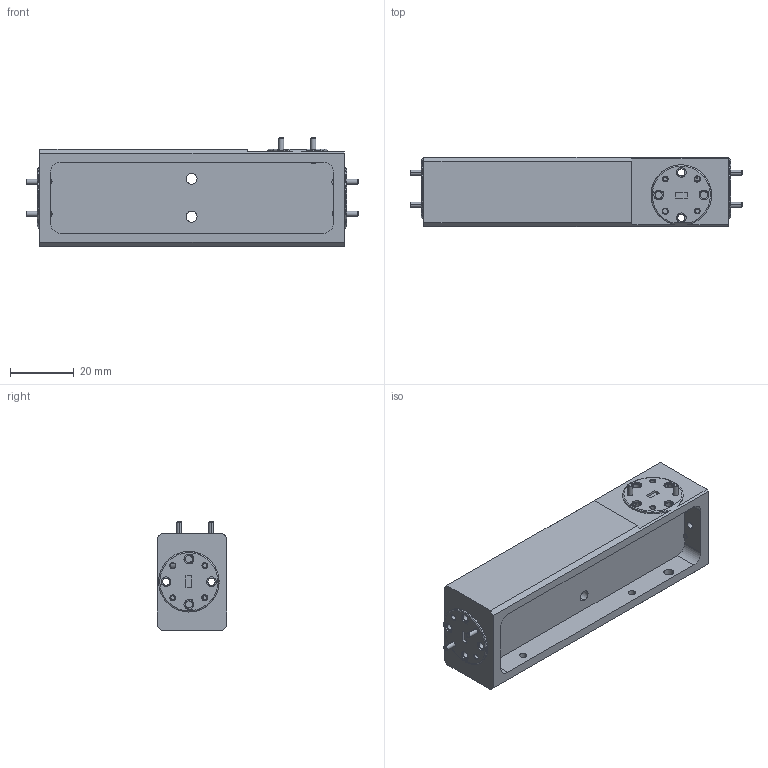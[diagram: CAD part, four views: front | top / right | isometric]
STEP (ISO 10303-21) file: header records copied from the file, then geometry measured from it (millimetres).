
FILE_DESCRIPTION (( 'STEP AP203' ), '1' );
FILE_NAME ('SWD-XX40H-15-SB-MT.STEP', '2020-10-23T23:20:30', ( '' ), ( '' ), 'SwSTEP 2.0', 'SolidWorks 2020', '' );
FILE_SCHEMA (( 'CONFIG_CONTROL_DESIGN' ));
Length unit declared in the file: inch
Products named in the file (1): SWD-XX40H-15-SB-MT
Bounding box: 104.52 x 21.84 x 34.1 mm (x, y, z)
Volume: 34960.7 mm3; surface area: 16761.7 mm2
Topology: 19 solids, 19 shells, 695 faces, 1585 edges, 975 vertices
Faces by surface type: plane 286, cylinder 211, cone 198
Entity records: 19970 total; most frequent: CARTESIAN_POINT 3904, DIRECTION 3497, ORIENTED_EDGE 3170, EDGE_CURVE 1585, AXIS2_PLACEMENT_3D 1330, VERTEX_POINT 975, VECTOR 837, LINE 837
